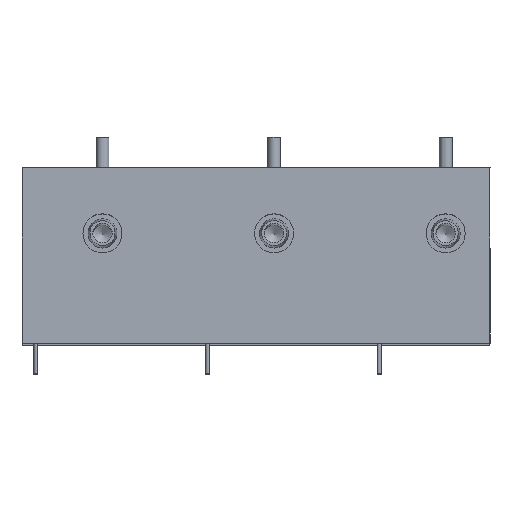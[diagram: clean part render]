
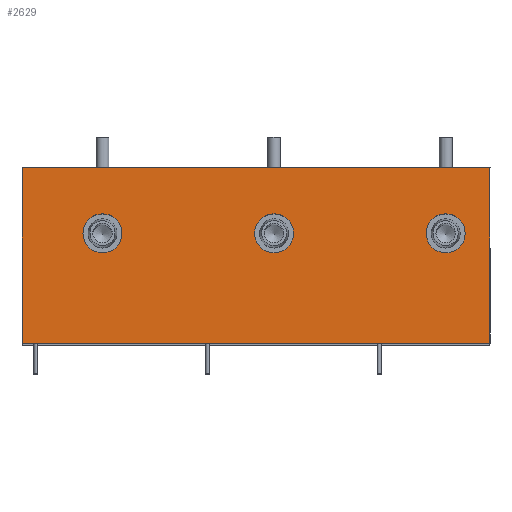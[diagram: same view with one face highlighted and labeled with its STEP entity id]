
A CAD part, front view. The second image highlights one B-rep face of the part: STEP entity #2629.
In plain terms, the highlighted face is planar.
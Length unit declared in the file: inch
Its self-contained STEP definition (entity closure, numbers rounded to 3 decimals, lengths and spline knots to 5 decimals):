
#140=FACE_BOUND('',#539,.T.);
#141=FACE_BOUND('',#540,.T.);
#142=FACE_BOUND('',#541,.T.);
#229=PLANE('',#2961);
#359=FACE_OUTER_BOUND('',#538,.T.);
#538=EDGE_LOOP('',(#2196,#2197,#2198,#2199));
#539=EDGE_LOOP('',(#2200));
#540=EDGE_LOOP('',(#2201));
#541=EDGE_LOOP('',(#2202));
#724=LINE('',#5907,#918);
#727=LINE('',#5913,#921);
#747=LINE('',#5953,#941);
#748=LINE('',#5954,#942);
#918=VECTOR('',#3528,0.3937);
#921=VECTOR('',#3533,0.3937);
#941=VECTOR('',#3557,0.3937);
#942=VECTOR('',#3558,0.3937);
#1110=CIRCLE('',#2951,0.125);
#1112=CIRCLE('',#2954,0.125);
#1114=CIRCLE('',#2957,0.125);
#1288=VERTEX_POINT('',#5885);
#1290=VERTEX_POINT('',#5891);
#1292=VERTEX_POINT('',#5897);
#1295=VERTEX_POINT('',#5904);
#1296=VERTEX_POINT('',#5906);
#1298=VERTEX_POINT('',#5912);
#1316=VERTEX_POINT('',#5952);
#1595=EDGE_CURVE('',#1288,#1288,#1110,.T.);
#1598=EDGE_CURVE('',#1290,#1290,#1112,.T.);
#1601=EDGE_CURVE('',#1292,#1292,#1114,.T.);
#1604=EDGE_CURVE('',#1296,#1295,#724,.T.);
#1607=EDGE_CURVE('',#1298,#1296,#727,.T.);
#1627=EDGE_CURVE('',#1295,#1316,#747,.T.);
#1628=EDGE_CURVE('',#1316,#1298,#748,.T.);
#2196=ORIENTED_EDGE('',*,*,#1627,.T.);
#2197=ORIENTED_EDGE('',*,*,#1628,.T.);
#2198=ORIENTED_EDGE('',*,*,#1607,.T.);
#2199=ORIENTED_EDGE('',*,*,#1604,.T.);
#2200=ORIENTED_EDGE('',*,*,#1595,.T.);
#2201=ORIENTED_EDGE('',*,*,#1598,.T.);
#2202=ORIENTED_EDGE('',*,*,#1601,.T.);
#2629=ADVANCED_FACE('',(#359,#140,#141,#142),#229,.T.);
#2951=AXIS2_PLACEMENT_3D('',#5887,#3508,#3509);
#2954=AXIS2_PLACEMENT_3D('',#5893,#3515,#3516);
#2957=AXIS2_PLACEMENT_3D('',#5899,#3522,#3523);
#2961=AXIS2_PLACEMENT_3D('',#5951,#3555,#3556);
#3508=DIRECTION('center_axis',(0.,0.,1.));
#3509=DIRECTION('ref_axis',(1.,0.,0.));
#3515=DIRECTION('center_axis',(0.,0.,1.));
#3516=DIRECTION('ref_axis',(1.,0.,0.));
#3522=DIRECTION('center_axis',(0.,0.,1.));
#3523=DIRECTION('ref_axis',(1.,0.,0.));
#3528=DIRECTION('',(0.,-1.,0.));
#3533=DIRECTION('',(1.,0.,0.));
#3555=DIRECTION('center_axis',(0.,0.,-1.));
#3556=DIRECTION('ref_axis',(-1.,0.,0.));
#3557=DIRECTION('',(-1.,0.,0.));
#3558=DIRECTION('',(0.,1.,0.));
#5885=CARTESIAN_POINT('',(0.295,0.2,-1.6875));
#5887=CARTESIAN_POINT('Origin',(0.42,0.2,-1.6875));
#5891=CARTESIAN_POINT('',(0.295,-0.9,-1.6875));
#5893=CARTESIAN_POINT('Origin',(0.42,-0.9,-1.6875));
#5897=CARTESIAN_POINT('',(0.295,-2.,-1.6875));
#5899=CARTESIAN_POINT('Origin',(0.42,-2.,-1.6875));
#5904=CARTESIAN_POINT('',(1.125,-2.284,-1.6875));
#5906=CARTESIAN_POINT('',(1.125,0.716,-1.6875));
#5907=CARTESIAN_POINT('',(1.125,-2.284,-1.6875));
#5912=CARTESIAN_POINT('',(0.,0.716,-1.6875));
#5913=CARTESIAN_POINT('',(1.125,0.716,-1.6875));
#5951=CARTESIAN_POINT('Origin',(0.5625,-0.784,-1.6875));
#5952=CARTESIAN_POINT('',(0.,-2.284,-1.6875));
#5953=CARTESIAN_POINT('',(0.,-2.284,-1.6875));
#5954=CARTESIAN_POINT('',(0.,0.716,-1.6875));
